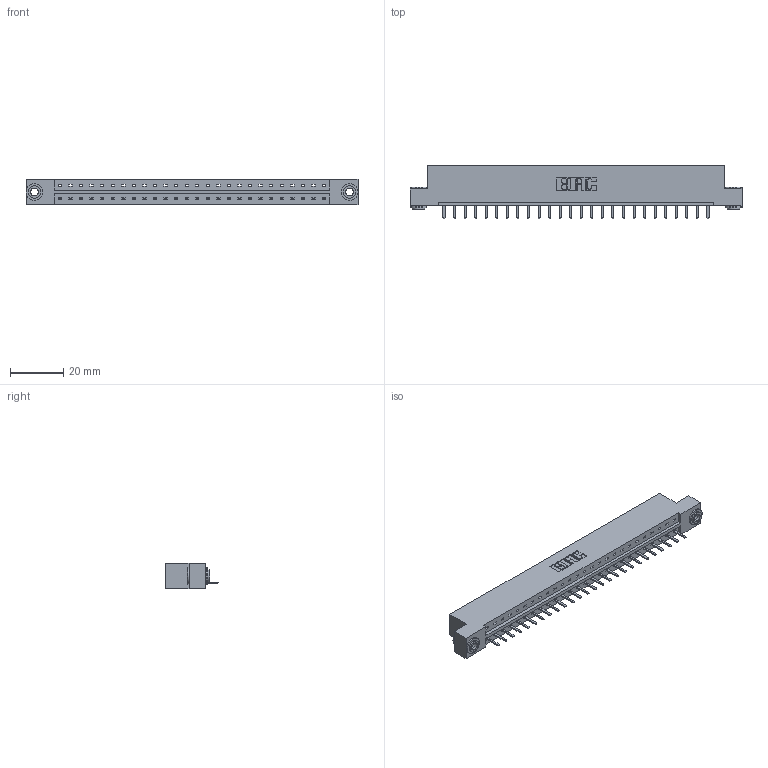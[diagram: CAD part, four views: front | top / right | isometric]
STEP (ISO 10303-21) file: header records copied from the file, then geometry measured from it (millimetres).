
FILE_DESCRIPTION (( 'STEP AP203' ), '1' );
FILE_NAME ('833-026-520-103.STEP', '2020-06-02T00:39:12', ( '' ), ( '' ), 'SwSTEP 2.0', 'SolidWorks 2020', '' );
FILE_SCHEMA (( 'CONFIG_CONTROL_DESIGN' ));
Length unit declared in the file: inch
Products named in the file (4): 833-026-520-103; 833 Part_Flush - .156 Dia - TH; 345-292-001_345-293-120; 345-250-002_345-250-002-102
Assembly tree (29 placements, depth 2):
  833-026-520-103
    833 Part_Flush - .156 Dia - TH
    345-292-001_345-293-120  x26
    345-250-002_345-250-002-102  x2
Bounding box: 124.56 x 20.02 x 9.4 mm (x, y, z)
Volume: 12341.4 mm3; surface area: 13213.7 mm2
Topology: 29 solids, 29 shells, 1764 faces, 5171 edges, 3374 vertices
Faces by surface type: plane 1224, cylinder 532, cone 8
Entity records: 18728 total; most frequent: CARTESIAN_POINT 3223, ORIENTED_EDGE 3166, DIRECTION 2773, EDGE_CURVE 1583, LINE 1427, VECTOR 1427, VERTEX_POINT 1050, AXIS2_PLACEMENT_3D 673
